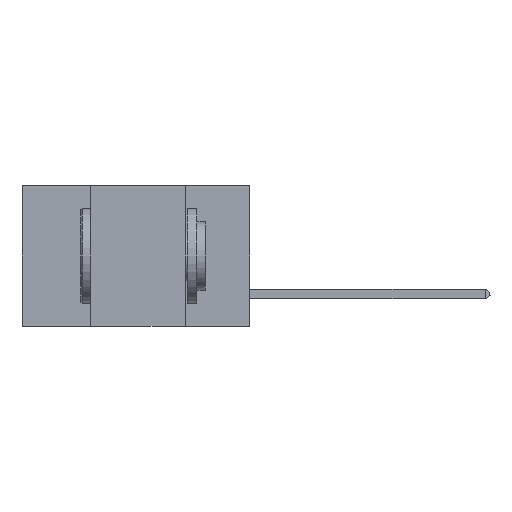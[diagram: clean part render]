
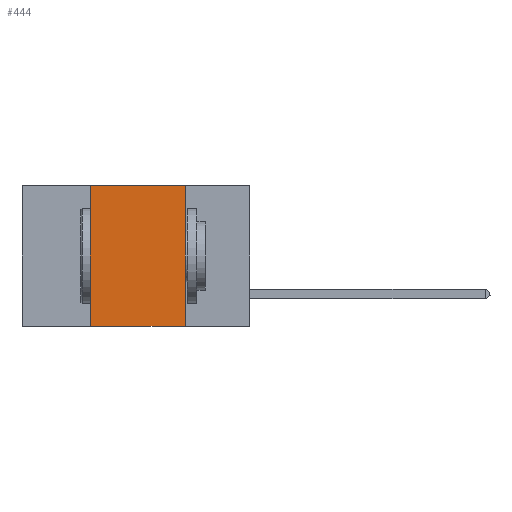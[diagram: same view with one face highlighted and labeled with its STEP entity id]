
A CAD part, left-side view. The second image highlights one B-rep face of the part: STEP entity #444.
In plain terms, the highlighted planar face has unit normal (-1, 0, 0).
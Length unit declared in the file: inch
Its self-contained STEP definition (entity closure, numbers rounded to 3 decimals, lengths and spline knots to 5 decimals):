
#444 = ADVANCED_FACE ( 'NONE', ( #8197 ), #1098, .F. ) ;
#548 = LINE ( 'NONE', #5057, #1028 ) ;
#676 = VERTEX_POINT ( 'NONE', #10845 ) ;
#1028 = VECTOR ( 'NONE', #5308, 39.37008 ) ;
#1098 = PLANE ( 'NONE',  #7200 ) ;
#1183 = DIRECTION ( 'NONE',  ( 0., 0., -1. ) ) ;
#1371 = VECTOR ( 'NONE', #4462, 39.37008 ) ;
#1512 = CARTESIAN_POINT ( 'NONE',  ( 0., 0.17, 0. ) ) ;
#1964 = DIRECTION ( 'NONE',  ( 0., -1., 0. ) ) ;
#2027 = LINE ( 'NONE', #10207, #12589 ) ;
#2165 = DIRECTION ( 'NONE',  ( 1., 0., 0. ) ) ;
#2236 = VECTOR ( 'NONE', #11346, 39.37008 ) ;
#2298 = ORIENTED_EDGE ( 'NONE', *, *, #4316, .F. ) ;
#2778 = ORIENTED_EDGE ( 'NONE', *, *, #4687, .F. ) ;
#3021 = LINE ( 'NONE', #6264, #2236 ) ;
#3724 = EDGE_CURVE ( 'NONE', #9505, #9425, #6010, .T. ) ;
#4316 = EDGE_CURVE ( 'NONE', #676, #5419, #2027, .T. ) ;
#4462 = DIRECTION ( 'NONE',  ( 0., -1., 0. ) ) ;
#4687 = EDGE_CURVE ( 'NONE', #5419, #9425, #548, .T. ) ;
#5057 = CARTESIAN_POINT ( 'NONE',  ( 0., 0.17, 0. ) ) ;
#5308 = DIRECTION ( 'NONE',  ( 0., 0., -1. ) ) ;
#5419 = VERTEX_POINT ( 'NONE', #1512 ) ;
#5580 = CARTESIAN_POINT ( 'NONE',  ( 0., 0.42, -0.37 ) ) ;
#5660 = EDGE_LOOP ( 'NONE', ( #2778, #2298, #7731, #8644 ) ) ;
#6010 = LINE ( 'NONE', #11453, #1371 ) ;
#6264 = CARTESIAN_POINT ( 'NONE',  ( 0., 0.42, 0. ) ) ;
#6288 = CARTESIAN_POINT ( 'NONE',  ( 0., 0.6, 0. ) ) ;
#6392 = CARTESIAN_POINT ( 'NONE',  ( 0., 0.17, -0.37 ) ) ;
#7200 = AXIS2_PLACEMENT_3D ( 'NONE', #6288, #2165, #1183 ) ;
#7731 = ORIENTED_EDGE ( 'NONE', *, *, #12844, .F. ) ;
#8197 = FACE_OUTER_BOUND ( 'NONE', #5660, .T. ) ;
#8644 = ORIENTED_EDGE ( 'NONE', *, *, #3724, .T. ) ;
#9425 = VERTEX_POINT ( 'NONE', #6392 ) ;
#9505 = VERTEX_POINT ( 'NONE', #5580 ) ;
#10207 = CARTESIAN_POINT ( 'NONE',  ( 0., 0.6, 0. ) ) ;
#10845 = CARTESIAN_POINT ( 'NONE',  ( 0., 0.42, 0. ) ) ;
#11346 = DIRECTION ( 'NONE',  ( 0., 0., 1. ) ) ;
#11453 = CARTESIAN_POINT ( 'NONE',  ( 0., 0.6, -0.37 ) ) ;
#12589 = VECTOR ( 'NONE', #1964, 39.37008 ) ;
#12844 = EDGE_CURVE ( 'NONE', #9505, #676, #3021, .T. ) ;
